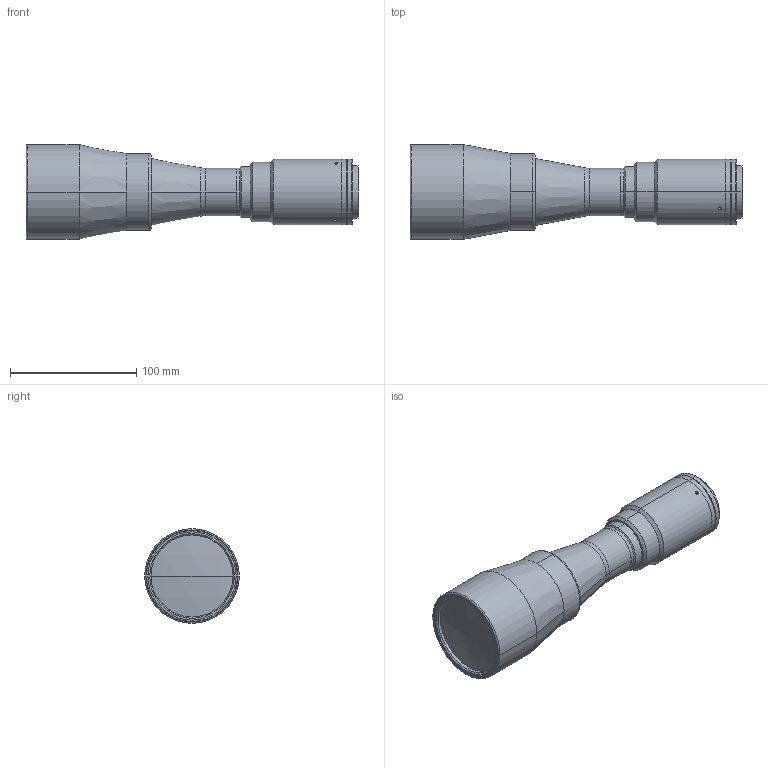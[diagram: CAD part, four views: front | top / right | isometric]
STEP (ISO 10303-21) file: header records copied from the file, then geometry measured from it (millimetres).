
FILE_DESCRIPTION (( 'STEP AP214' ), '1' );
FILE_NAME ('TC4M048HR-M42.STEP', '2014-06-04T07:58:17', ( 'piermario' ), ( '' ), 'SwSTEP 2.0', 'SolidWorks 2013', '' );
FILE_SCHEMA (( 'AUTOMOTIVE_DESIGN' ));
Length unit declared in the file: millimetre
Products named in the file (1): TC4M048HR-M42
Bounding box: 263.1 x 75 x 75 mm (x, y, z)
Surface area: 65806.4 mm2 (no closed solid volume)
Topology: 0 solids, 10 shells, 87 faces, 221 edges, 146 vertices
Faces by surface type: cylinder 36, plane 25, cone 18, torus 6, sphere 2
Entity records: 3834 total; most frequent: CARTESIAN_POINT 701, DIRECTION 501, ORIENTED_EDGE 378, EDGE_CURVE 221, AXIS2_PLACEMENT_3D 210, VERTEX_POINT 146, CIRCLE 122, EDGE_LOOP 104
